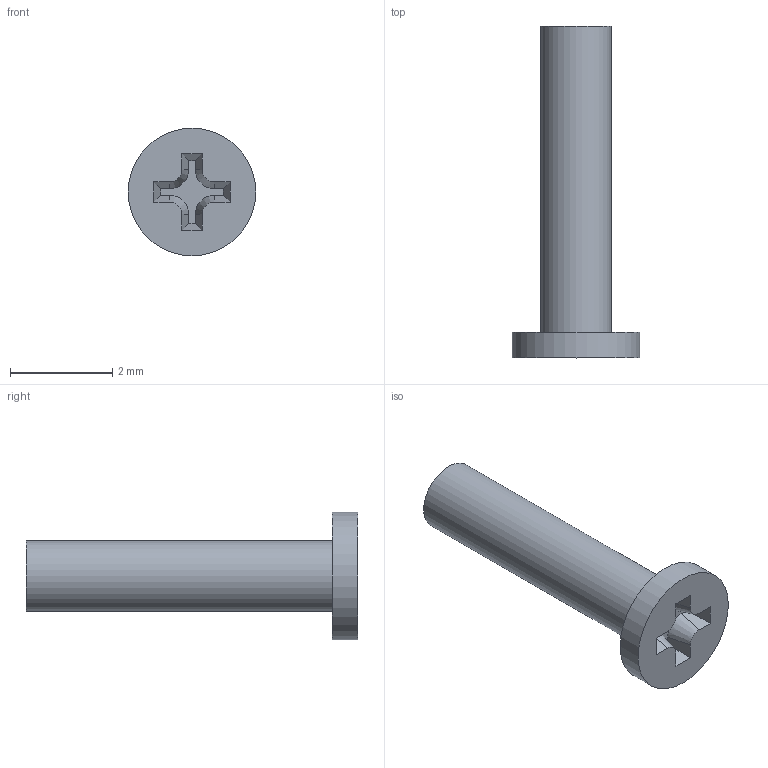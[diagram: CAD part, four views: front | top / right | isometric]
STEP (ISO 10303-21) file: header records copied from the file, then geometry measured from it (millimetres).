
FILE_DESCRIPTION(/* description */ ('','CAx-IF Rec.Pracs.---Representation and Presentation of Product Manufacturing Information (PMI)---4.0---2014-10-13'),/* implementation_level */ '2;1');
FILE_NAME(/* name */ 'screw.stp',/* time_stamp */ '2022-11-06T09:42:28+01:00',/* author */ ('Gabriel Hansson'),/* organization */ (''),/* preprocessor_version */ 'ST-DEVELOPER v19',/* originating_system */ 'Autodesk Inventor 2023',/* authorisation */ '');
FILE_SCHEMA (('AP242_MANAGED_MODEL_BASED_3D_ENGINEERING_MIM_LF { 1 0 10303 442 1 1 4 }'));
Length unit declared in the file: millimetre
Products named in the file (1): screw
Bounding box: 2.5 x 6.5 x 2.5 mm (x, y, z)
Volume: 11.1 mm3; surface area: 41.7 mm2
Topology: 1 solids, 1 shells, 22 faces, 54 edges, 36 vertices
Faces by surface type: plane 16, cone 4, cylinder 2
Full cylindrical faces by diameter (mm): 1.38 x1, 2.5 x1
Entity records: 991 total; most frequent: CARTESIAN_POINT 183, DIRECTION 150, ORIENTED_EDGE 108, STYLED_ITEM 56, EDGE_CURVE 54, AXIS2_PLACEMENT_3D 54, LINE 42, VECTOR 42
